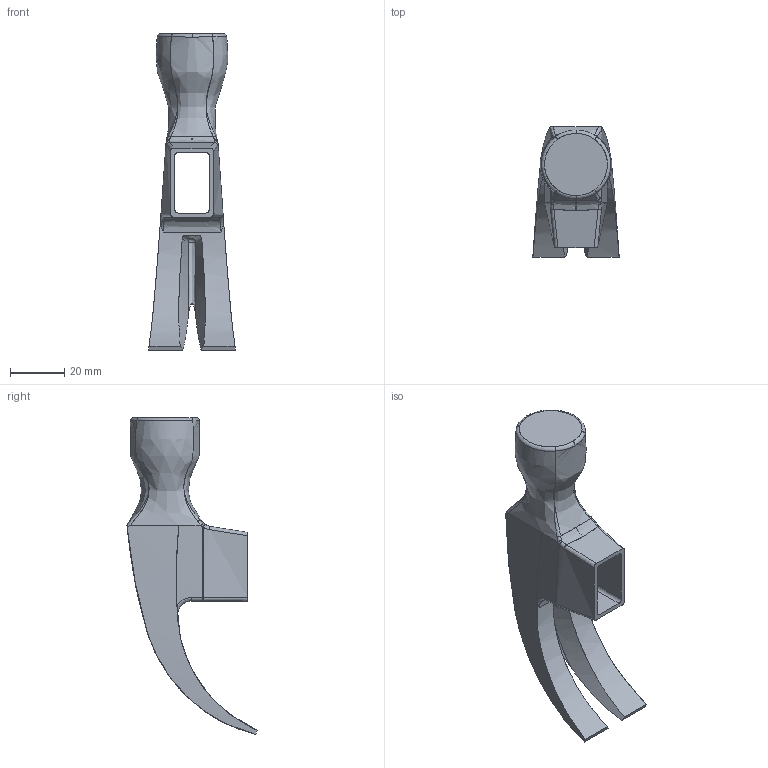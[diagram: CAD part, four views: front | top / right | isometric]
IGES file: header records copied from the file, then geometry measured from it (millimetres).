
Start section: SolidWorks IGES file using analytic representation for surfaces
Global section: file name: 171018-Hammer-Head.IGS; native system: SolidWorks 2017; preprocessor: SolidWorks 2017; author: Enterprise2; date: 171018.074233; units: inch
Bounding box: 31.75 x 47.87 x 116.61 mm (x, y, z)
Surface area: 14547 mm2 (no closed solid volume)
Topology: 0 solids, 0 shells, 78 faces, 1240 edges, 1216 vertices
Faces by surface type: bspline 63, revolution 15
